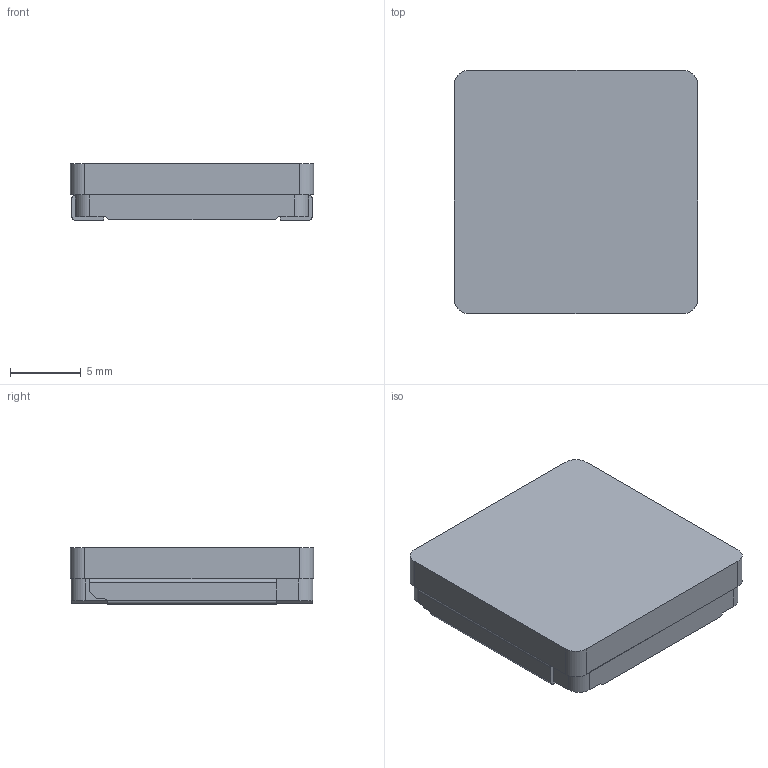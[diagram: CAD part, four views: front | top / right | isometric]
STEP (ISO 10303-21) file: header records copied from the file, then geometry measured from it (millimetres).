
FILE_DESCRIPTION(/* description */ (''),/* implementation_level */ '2;1');
FILE_NAME(/* name */ 'INDM172170X400N.stp',/* time_stamp */ '2015-04-14T10:26:09+02:00',/* author */ ('admchouv'),/* organization */ (''),/* preprocessor_version */ 'ST-DEVELOPER v15.5',/* originating_system */ 'AutoCAD Mechanical',/* authorisation */ '');
FILE_SCHEMA (('AUTOMOTIVE_DESIGN { 1 0 10303 214 3 1 1 }'));
Length unit declared in the file: millimetre
Products named in the file (1): Product
Bounding box: 17.15 x 17.15 x 4 mm (x, y, z)
Volume: 1147 mm3; surface area: 1042.5 mm2
Topology: 3 solids, 3 shells, 51 faces, 130 edges, 86 vertices
Faces by surface type: plane 37, cylinder 14
Entity records: 1573 total; most frequent: CARTESIAN_POINT 268, DIRECTION 262, ORIENTED_EDGE 260, EDGE_CURVE 130, LINE 102, VECTOR 102, VERTEX_POINT 86, AXIS2_PLACEMENT_3D 80
